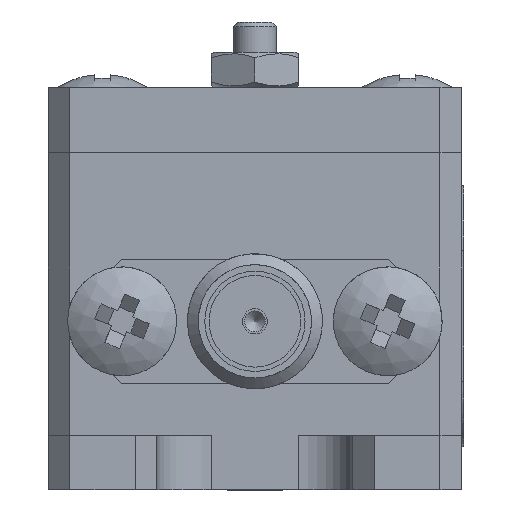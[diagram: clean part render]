
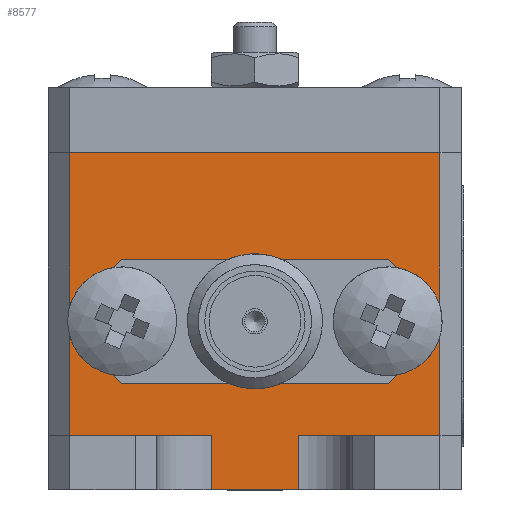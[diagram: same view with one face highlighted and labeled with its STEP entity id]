
A CAD part, left-side view. The second image highlights one B-rep face of the part: STEP entity #8577.
In plain terms, the highlighted planar face has unit normal (-1, 0, 0).
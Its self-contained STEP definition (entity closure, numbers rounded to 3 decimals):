
#8577=ADVANCED_FACE('',(#22822,#22824),#22826,.F.);
#22822=FACE_BOUND('',#22823,.T.);
#22823=EDGE_LOOP('',(#29608,#29609,#29610,#29611,#29612,#29613,#29614,#29615));
#22824=FACE_BOUND('',#22825,.T.);
#22825=EDGE_LOOP('',(#29616,#29617,#29618,#29619,#29620,#29621,#29622,#29623));
#22826=PLANE('',#22827);
#22827=AXIS2_PLACEMENT_3D('',#22828,#22829,#22830);
#22828=CARTESIAN_POINT('',(-33.5,-9.5,2.5));
#22829=DIRECTION('',(1.,-0.,0.));
#22830=DIRECTION('',(0.,0.,-1.));
#29608=ORIENTED_EDGE('',*,*,#33478,.T.);
#29609=ORIENTED_EDGE('',*,*,#33469,.T.);
#29610=ORIENTED_EDGE('',*,*,#33447,.F.);
#29611=ORIENTED_EDGE('',*,*,#33445,.F.);
#29612=ORIENTED_EDGE('',*,*,#33488,.F.);
#29613=ORIENTED_EDGE('',*,*,#33441,.T.);
#29614=ORIENTED_EDGE('',*,*,#33439,.F.);
#29615=ORIENTED_EDGE('',*,*,#33468,.T.);
#29616=ORIENTED_EDGE('',*,*,#33489,.F.);
#29617=ORIENTED_EDGE('',*,*,#33490,.F.);
#29618=ORIENTED_EDGE('',*,*,#33491,.F.);
#29619=ORIENTED_EDGE('',*,*,#33492,.F.);
#29620=ORIENTED_EDGE('',*,*,#33493,.F.);
#29621=ORIENTED_EDGE('',*,*,#33494,.F.);
#29622=ORIENTED_EDGE('',*,*,#33495,.F.);
#29623=ORIENTED_EDGE('',*,*,#33496,.F.);
#33439=EDGE_CURVE('',#37998,#38000,#38001,.T.);
#33441=EDGE_CURVE('',#38003,#38000,#38004,.T.);
#33445=EDGE_CURVE('',#38008,#38006,#38010,.T.);
#33447=EDGE_CURVE('',#38006,#38013,#38014,.T.);
#33468=EDGE_CURVE('',#37998,#38045,#38047,.T.);
#33469=EDGE_CURVE('',#38048,#38013,#38049,.T.);
#33478=EDGE_CURVE('',#38045,#38048,#38061,.T.);
#33488=EDGE_CURVE('',#38003,#38008,#38079,.T.);
#33489=EDGE_CURVE('',#38080,#38081,#38082,.T.);
#33490=EDGE_CURVE('',#38083,#38080,#38084,.T.);
#33491=EDGE_CURVE('',#38085,#38083,#38086,.T.);
#33492=EDGE_CURVE('',#38087,#38085,#38088,.T.);
#33493=EDGE_CURVE('',#38089,#38087,#38090,.T.);
#33494=EDGE_CURVE('',#38091,#38089,#38092,.T.);
#33495=EDGE_CURVE('',#38093,#38091,#38094,.T.);
#33496=EDGE_CURVE('',#38081,#38093,#38095,.T.);
#37998=VERTEX_POINT('',#72834);
#38000=VERTEX_POINT('',#72838);
#38001=LINE('',#72839,#72840);
#38003=VERTEX_POINT('',#72846);
#38004=LINE('',#72847,#72848);
#38006=VERTEX_POINT('',#72854);
#38008=VERTEX_POINT('',#72859);
#38010=LINE('',#72864,#72865);
#38013=VERTEX_POINT('',#72871);
#38014=LINE('',#72872,#72873);
#38045=VERTEX_POINT('',#72947);
#38047=LINE('',#72951,#72952);
#38048=VERTEX_POINT('',#72954);
#38049=LINE('',#72955,#72956);
#38061=LINE('',#72985,#72986);
#38079=LINE('',#73023,#73024);
#38080=VERTEX_POINT('',#73026);
#38081=VERTEX_POINT('',#73027);
#38082=LINE('',#73028,#73029);
#38083=VERTEX_POINT('',#73031);
#38084=LINE('',#73032,#73033);
#38085=VERTEX_POINT('',#73035);
#38086=LINE('',#73036,#73037);
#38087=VERTEX_POINT('',#73039);
#38088=LINE('',#73040,#73041);
#38089=VERTEX_POINT('',#73043);
#38090=LINE('',#73044,#73045);
#38091=VERTEX_POINT('',#73047);
#38092=LINE('',#73048,#73049);
#38093=VERTEX_POINT('',#73051);
#38094=LINE('',#73052,#73053);
#38095=LINE('',#73055,#73056);
#72834=CARTESIAN_POINT('',(-33.5,-8.5,2.5));
#72838=CARTESIAN_POINT('',(-33.5,-2.,2.5));
#72839=CARTESIAN_POINT('',(-33.5,-8.5,2.5));
#72840=VECTOR('',#72841,1.);
#72841=DIRECTION('',(0.,1.,0.));
#72846=CARTESIAN_POINT('',(-33.5,-2.,0.));
#72847=CARTESIAN_POINT('',(-33.5,-2.,0.));
#72848=VECTOR('',#72849,1.);
#72849=DIRECTION('',(0.,0.,1.));
#72854=CARTESIAN_POINT('',(-33.5,2.,2.5));
#72859=CARTESIAN_POINT('',(-33.5,2.,0.));
#72864=CARTESIAN_POINT('',(-33.5,2.,0.));
#72865=VECTOR('',#72866,1.);
#72866=DIRECTION('',(0.,0.,1.));
#72871=CARTESIAN_POINT('',(-33.5,8.5,2.5));
#72872=CARTESIAN_POINT('',(-33.5,2.,2.5));
#72873=VECTOR('',#72874,1.);
#72874=DIRECTION('',(0.,1.,0.));
#72947=CARTESIAN_POINT('',(-33.5,-8.5,15.5));
#72951=CARTESIAN_POINT('',(-33.5,-8.5,2.5));
#72952=VECTOR('',#72953,1.);
#72953=DIRECTION('',(0.,0.,1.));
#72954=CARTESIAN_POINT('',(-33.5,8.5,15.5));
#72955=CARTESIAN_POINT('',(-33.5,8.5,15.5));
#72956=VECTOR('',#72957,1.);
#72957=DIRECTION('',(0.,0.,-1.));
#72985=CARTESIAN_POINT('',(-33.5,-8.5,15.5));
#72986=VECTOR('',#72987,1.);
#72987=DIRECTION('',(0.,1.,0.));
#73023=CARTESIAN_POINT('',(-33.5,-2.,0.));
#73024=VECTOR('',#73025,1.);
#73025=DIRECTION('',(0.,1.,0.));
#73026=CARTESIAN_POINT('',(-33.5,-6.13,4.9));
#73027=CARTESIAN_POINT('',(-33.5,-8.03,6.8));
#73028=CARTESIAN_POINT('',(-33.5,-6.13,4.9));
#73029=VECTOR('',#73030,1.);
#73030=DIRECTION('',(0.,-0.707,0.707));
#73031=CARTESIAN_POINT('',(-33.5,6.13,4.9));
#73032=CARTESIAN_POINT('',(-33.5,6.13,4.9));
#73033=VECTOR('',#73034,1.);
#73034=DIRECTION('',(0.,-1.,0.));
#73035=CARTESIAN_POINT('',(-33.5,8.03,6.8));
#73036=CARTESIAN_POINT('',(-33.5,8.03,6.8));
#73037=VECTOR('',#73038,1.);
#73038=DIRECTION('',(0.,-0.707,-0.707));
#73039=CARTESIAN_POINT('',(-33.5,8.03,8.7));
#73040=CARTESIAN_POINT('',(-33.5,8.03,8.7));
#73041=VECTOR('',#73042,1.);
#73042=DIRECTION('',(0.,0.,-1.));
#73043=CARTESIAN_POINT('',(-33.5,6.13,10.6));
#73044=CARTESIAN_POINT('',(-33.5,6.13,10.6));
#73045=VECTOR('',#73046,1.);
#73046=DIRECTION('',(0.,0.707,-0.707));
#73047=CARTESIAN_POINT('',(-33.5,-6.13,10.6));
#73048=CARTESIAN_POINT('',(-33.5,-6.13,10.6));
#73049=VECTOR('',#73050,1.);
#73050=DIRECTION('',(0.,1.,0.));
#73051=CARTESIAN_POINT('',(-33.5,-8.03,8.7));
#73052=CARTESIAN_POINT('',(-33.5,-8.03,8.7));
#73053=VECTOR('',#73054,1.);
#73054=DIRECTION('',(0.,0.707,0.707));
#73055=CARTESIAN_POINT('',(-33.5,-8.03,6.8));
#73056=VECTOR('',#73057,1.);
#73057=DIRECTION('',(0.,0.,1.));
